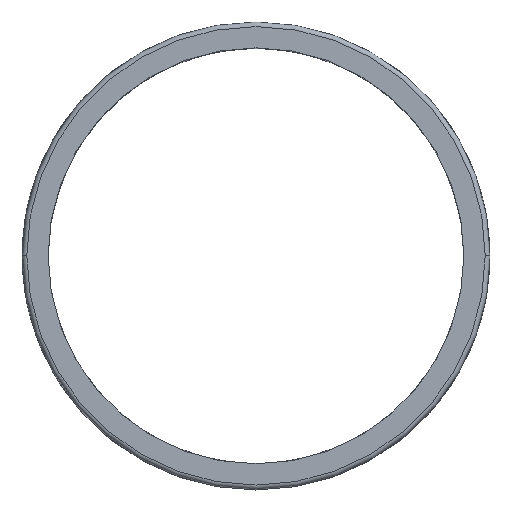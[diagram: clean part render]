
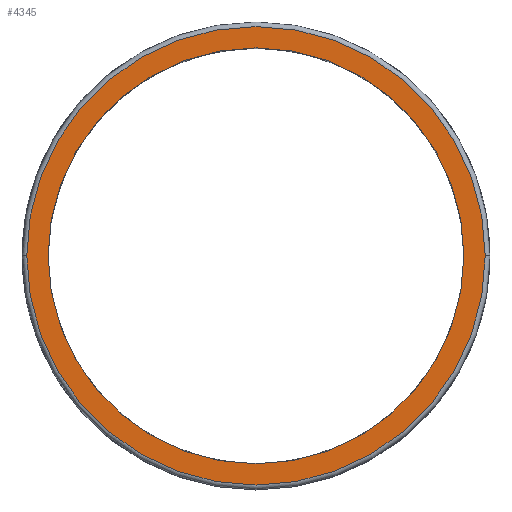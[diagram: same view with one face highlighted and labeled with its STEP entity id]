
A CAD part, top view. The second image highlights one B-rep face of the part: STEP entity #4345.
In plain terms, the highlighted planar face has unit normal (0, 0, 1).
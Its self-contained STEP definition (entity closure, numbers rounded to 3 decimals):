
#123=CARTESIAN_POINT('',(0.,0.,0.));
#124=DIRECTION('',(0.,0.,-1.));
#125=DIRECTION('',(-1.,0.,0.));
#126=AXIS2_PLACEMENT_3D('',#123,#124,#125);
#935=CARTESIAN_POINT('',(0.,0.,0.));
#936=DIRECTION('',(0.,0.,1.));
#937=DIRECTION('',(-1.,0.,0.));
#938=AXIS2_PLACEMENT_3D('',#935,#936,#937);
#1181=CARTESIAN_POINT('',(0.,0.,0.));
#1182=DIRECTION('',(0.,0.,1.));
#1183=DIRECTION('',(-1.,0.,0.));
#1184=AXIS2_PLACEMENT_3D('',#1181,#1182,#1183);
#1196=CARTESIAN_POINT('',(0.,0.,0.));
#1197=DIRECTION('',(0.,0.,1.));
#1198=DIRECTION('',(1.,0.,0.));
#1199=AXIS2_PLACEMENT_3D('',#1196,#1197,#1198);
#3759=CARTESIAN_POINT('',(-9.025,0.,0.));
#3760=CARTESIAN_POINT('',(9.025,0.,0.));
#3761=VERTEX_POINT('',#3759);
#3762=VERTEX_POINT('',#3760);
#3963=CARTESIAN_POINT('',(-9.95,0.,0.));
#3964=CARTESIAN_POINT('',(9.95,0.,
0.));
#3965=VERTEX_POINT('',#3963);
#3966=VERTEX_POINT('',#3964);
#4328=CARTESIAN_POINT('',(0.,0.,0.));
#4329=DIRECTION('',(0.,0.,-1.));
#4330=DIRECTION('',(1.,0.,0.));
#4331=AXIS2_PLACEMENT_3D('',#4328,#4329,#4330);
#4332=PLANE('',#4331);
#4334=ORIENTED_EDGE('',*,*,#4333,.F.);
#4336=ORIENTED_EDGE('',*,*,#4335,.F.);
#4337=EDGE_LOOP('',(#4334,#4336));
#4338=FACE_OUTER_BOUND('',#4337,.F.);
#4340=ORIENTED_EDGE('',*,*,#4339,.F.);
#4342=ORIENTED_EDGE('',*,*,#4341,.T.);
#4343=EDGE_LOOP('',(#4340,#4342));
#4344=FACE_BOUND('',#4343,.F.);
#4345=ADVANCED_FACE('',(#4338,#4344),#4332,.F.);
#127=CIRCLE('',#126,9.025);
#939=CIRCLE('',#938,9.025);
#1185=CIRCLE('',#1184,9.95);
#1200=CIRCLE('',#1199,9.95);
#4333=EDGE_CURVE('',#3965,#3966,#1185,.T.);
#4335=EDGE_CURVE('',#3966,#3965,#1200,.T.);
#4339=EDGE_CURVE('',#3761,#3762,#127,.T.);
#4341=EDGE_CURVE('',#3761,#3762,#939,.T.);
